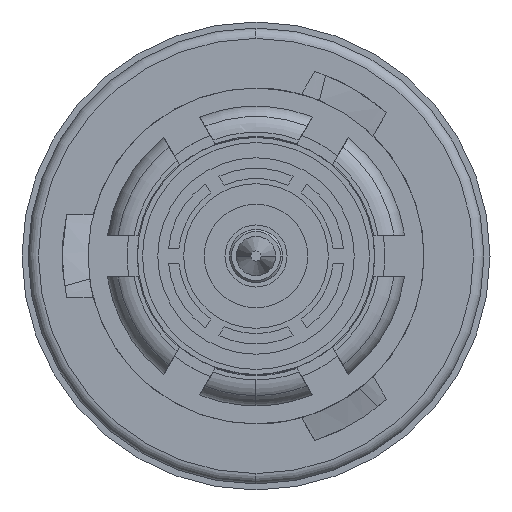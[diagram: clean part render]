
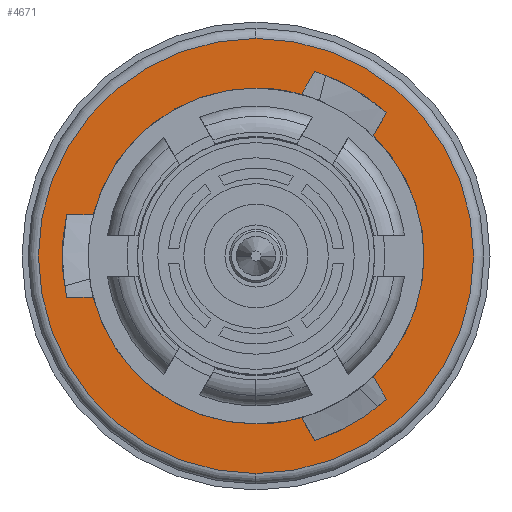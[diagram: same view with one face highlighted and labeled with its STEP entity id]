
A CAD part, left-side view. The second image highlights one B-rep face of the part: STEP entity #4671.
In plain terms, the highlighted face is planar.
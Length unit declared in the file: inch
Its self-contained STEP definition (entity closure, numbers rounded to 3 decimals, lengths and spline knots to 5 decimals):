
#25 = VERTEX_POINT ( 'NONE', #5489 ) ;
#122 = CARTESIAN_POINT ( 'NONE',  ( 0., 0.18317, 0.04007 ) ) ;
#187 = VECTOR ( 'NONE', #2017, 39.37008 ) ;
#407 = FACE_BOUND ( 'NONE', #8599, .T. ) ;
#453 = ORIENTED_EDGE ( 'NONE', *, *, #1836, .F. ) ;
#531 = ORIENTED_EDGE ( 'NONE', *, *, #2747, .F. ) ;
#728 = EDGE_CURVE ( 'NONE', #5259, #4115, #8171, .T. ) ;
#750 = EDGE_CURVE ( 'NONE', #1398, #6653, #9059, .T. ) ;
#768 = CARTESIAN_POINT ( 'NONE',  ( 0., -0.05688, 0.17866 ) ) ;
#840 = ORIENTED_EDGE ( 'NONE', *, *, #3953, .T. ) ;
#897 = DIRECTION ( 'NONE',  ( -1., 0., 0. ) ) ;
#1069 = CARTESIAN_POINT ( 'NONE',  ( 0., -0.04404, 0.15642 ) ) ;
#1103 = LINE ( 'NONE', #3243, #5493 ) ;
#1322 = CARTESIAN_POINT ( 'NONE',  ( 0., 0., 0. ) ) ;
#1398 = VERTEX_POINT ( 'NONE', #3721 ) ;
#1465 = CIRCLE ( 'NONE', #7550, 0.1625 ) ;
#1504 = EDGE_CURVE ( 'NONE', #5805, #4450, #1103, .T. ) ;
#1587 = DIRECTION ( 'NONE',  ( 0., 1., 0. ) ) ;
#1654 = AXIS2_PLACEMENT_3D ( 'NONE', #5475, #2664, #3301 ) ;
#1769 = ORIENTED_EDGE ( 'NONE', *, *, #2389, .T. ) ;
#1825 = ORIENTED_EDGE ( 'NONE', *, *, #7402, .T. ) ;
#1836 = EDGE_CURVE ( 'NONE', #7456, #6653, #9456, .T. ) ;
#1867 = ORIENTED_EDGE ( 'NONE', *, *, #6871, .T. ) ;
#2011 = VERTEX_POINT ( 'NONE', #5011 ) ;
#2017 = DIRECTION ( 'NONE',  ( 0., -0.5, -0.866 ) ) ;
#2028 = DIRECTION ( 'NONE',  ( 0., 0., 1. ) ) ;
#2163 = CARTESIAN_POINT ( 'NONE',  ( 0., 0., 0. ) ) ;
#2236 = AXIS2_PLACEMENT_3D ( 'NONE', #2479, #897, #6222 ) ;
#2389 = EDGE_CURVE ( 'NONE', #7456, #4450, #5385, .T. ) ;
#2479 = CARTESIAN_POINT ( 'NONE',  ( 0., 0., 0. ) ) ;
#2612 = CIRCLE ( 'NONE', #7607, 0.1875 ) ;
#2664 = DIRECTION ( 'NONE',  ( -1., 0., 0. ) ) ;
#2747 = EDGE_CURVE ( 'NONE', #4388, #7039, #9443, .T. ) ;
#2808 = DIRECTION ( 'NONE',  ( -1., 0., 0. ) ) ;
#2905 = ORIENTED_EDGE ( 'NONE', *, *, #728, .F. ) ;
#3073 = AXIS2_PLACEMENT_3D ( 'NONE', #6302, #9358, #6203 ) ;
#3243 = CARTESIAN_POINT ( 'NONE',  ( 0., -0.12629, 0.13859 ) ) ;
#3301 = DIRECTION ( 'NONE',  ( 0., 0., 1. ) ) ;
#3375 = FACE_OUTER_BOUND ( 'NONE', #5844, .T. ) ;
#3565 = LINE ( 'NONE', #6561, #4643 ) ;
#3616 = VECTOR ( 'NONE', #7535, 39.37008 ) ;
#3634 = ORIENTED_EDGE ( 'NONE', *, *, #7636, .F. ) ;
#3721 = CARTESIAN_POINT ( 'NONE',  ( 0., -0.05688, -0.17866 ) ) ;
#3738 = CARTESIAN_POINT ( 'NONE',  ( 0., 0., 0. ) ) ;
#3935 = EDGE_CURVE ( 'NONE', #9132, #7784, #8999, .T. ) ;
#3953 = EDGE_CURVE ( 'NONE', #2011, #7784, #1465, .T. ) ;
#4010 = EDGE_CURVE ( 'NONE', #5805, #4115, #6473, .T. ) ;
#4018 = AXIS2_PLACEMENT_3D ( 'NONE', #9508, #2808, #5131 ) ;
#4052 = CARTESIAN_POINT ( 'NONE',  ( 0., 0.18317, -0.04007 ) ) ;
#4115 = VERTEX_POINT ( 'NONE', #9374 ) ;
#4198 = AXIS2_PLACEMENT_3D ( 'NONE', #9326, #5638, #7853 ) ;
#4290 = VECTOR ( 'NONE', #5311, 39.37008 ) ;
#4310 = DIRECTION ( 'NONE',  ( -1., 0., 0. ) ) ;
#4342 = CARTESIAN_POINT ( 'NONE',  ( 0., 0., 0. ) ) ;
#4388 = VERTEX_POINT ( 'NONE', #4771 ) ;
#4400 = CARTESIAN_POINT ( 'NONE',  ( 0., 0., 0. ) ) ;
#4450 = VERTEX_POINT ( 'NONE', #9547 ) ;
#4471 = DIRECTION ( 'NONE',  ( 0., 0., 1. ) ) ;
#4489 = CIRCLE ( 'NONE', #1654, 0.21045 ) ;
#4643 = VECTOR ( 'NONE', #8771, 39.37008 ) ;
#4671 = ADVANCED_FACE ( 'NONE', ( #407, #3375 ), #6373, .F. ) ;
#4678 = CARTESIAN_POINT ( 'NONE',  ( 0., 0., -0.1625 ) ) ;
#4768 = CIRCLE ( 'NONE', #5396, 0.1625 ) ;
#4771 = CARTESIAN_POINT ( 'NONE',  ( 0., 0., -0.21045 ) ) ;
#4773 = DIRECTION ( 'NONE',  ( 0., 0.5, -0.866 ) ) ;
#4803 = CIRCLE ( 'NONE', #3073, 0.1625 ) ;
#5011 = CARTESIAN_POINT ( 'NONE',  ( 0., 0., 0.1625 ) ) ;
#5094 = EDGE_CURVE ( 'NONE', #25, #6033, #8148, .T. ) ;
#5096 = DIRECTION ( 'NONE',  ( -1., 0., 0. ) ) ;
#5107 = VECTOR ( 'NONE', #1587, 39.37008 ) ;
#5131 = DIRECTION ( 'NONE',  ( 0., 0., 1. ) ) ;
#5138 = CIRCLE ( 'NONE', #4018, 0.1625 ) ;
#5144 = CARTESIAN_POINT ( 'NONE',  ( 0., -0.12629, -0.13859 ) ) ;
#5259 = VERTEX_POINT ( 'NONE', #1069 ) ;
#5311 = DIRECTION ( 'NONE',  ( 0., -1., 0. ) ) ;
#5385 = CIRCLE ( 'NONE', #6023, 0.1625 ) ;
#5396 = AXIS2_PLACEMENT_3D ( 'NONE', #4342, #6636, #7309 ) ;
#5475 = CARTESIAN_POINT ( 'NONE',  ( 0., 0., 0. ) ) ;
#5489 = CARTESIAN_POINT ( 'NONE',  ( 0., 0.15748, -0.04007 ) ) ;
#5493 = VECTOR ( 'NONE', #4773, 39.37008 ) ;
#5638 = DIRECTION ( 'NONE',  ( -1., 0., 0. ) ) ;
#5643 = AXIS2_PLACEMENT_3D ( 'NONE', #3738, #6768, #4471 ) ;
#5649 = ORIENTED_EDGE ( 'NONE', *, *, #6663, .F. ) ;
#5805 = VERTEX_POINT ( 'NONE', #6530 ) ;
#5844 = EDGE_LOOP ( 'NONE', ( #3634, #531 ) ) ;
#5930 = DIRECTION ( 'NONE',  ( 0., 0., 1. ) ) ;
#5940 = ORIENTED_EDGE ( 'NONE', *, *, #1504, .F. ) ;
#6023 = AXIS2_PLACEMENT_3D ( 'NONE', #4400, #5096, #7365 ) ;
#6033 = VERTEX_POINT ( 'NONE', #4052 ) ;
#6124 = ORIENTED_EDGE ( 'NONE', *, *, #9324, .T. ) ;
#6203 = DIRECTION ( 'NONE',  ( 0., 0., 1. ) ) ;
#6222 = DIRECTION ( 'NONE',  ( 0., 0., 1. ) ) ;
#6302 = CARTESIAN_POINT ( 'NONE',  ( 0., 0., 0. ) ) ;
#6307 = ORIENTED_EDGE ( 'NONE', *, *, #750, .T. ) ;
#6373 = PLANE ( 'NONE',  #4198 ) ;
#6473 = CIRCLE ( 'NONE', #2236, 0.1875 ) ;
#6530 = CARTESIAN_POINT ( 'NONE',  ( 0., -0.12629, 0.13859 ) ) ;
#6561 = CARTESIAN_POINT ( 'NONE',  ( 0., -0.05688, -0.17866 ) ) ;
#6636 = DIRECTION ( 'NONE',  ( -1., 0., 0. ) ) ;
#6653 = VERTEX_POINT ( 'NONE', #5144 ) ;
#6663 = EDGE_CURVE ( 'NONE', #1398, #8264, #3565, .T. ) ;
#6756 = ORIENTED_EDGE ( 'NONE', *, *, #3935, .F. ) ;
#6768 = DIRECTION ( 'NONE',  ( -1., 0., 0. ) ) ;
#6871 = EDGE_CURVE ( 'NONE', #7194, #8264, #5138, .T. ) ;
#7018 = CARTESIAN_POINT ( 'NONE',  ( 0., 0.15748, 0.04007 ) ) ;
#7039 = VERTEX_POINT ( 'NONE', #9228 ) ;
#7194 = VERTEX_POINT ( 'NONE', #4678 ) ;
#7206 = CARTESIAN_POINT ( 'NONE',  ( 0., 0., 0. ) ) ;
#7221 = CARTESIAN_POINT ( 'NONE',  ( 0., -0.11345, -0.11635 ) ) ;
#7309 = DIRECTION ( 'NONE',  ( 0., 0., 1. ) ) ;
#7365 = DIRECTION ( 'NONE',  ( 0., 0., 1. ) ) ;
#7402 = EDGE_CURVE ( 'NONE', #9132, #6033, #2612, .T. ) ;
#7456 = VERTEX_POINT ( 'NONE', #7221 ) ;
#7535 = DIRECTION ( 'NONE',  ( 0., -0.5, 0.866 ) ) ;
#7550 = AXIS2_PLACEMENT_3D ( 'NONE', #2163, #8168, #8943 ) ;
#7564 = AXIS2_PLACEMENT_3D ( 'NONE', #7206, #9469, #2028 ) ;
#7607 = AXIS2_PLACEMENT_3D ( 'NONE', #1322, #4310, #5930 ) ;
#7636 = EDGE_CURVE ( 'NONE', #7039, #4388, #4489, .T. ) ;
#7644 = EDGE_CURVE ( 'NONE', #5259, #2011, #4803, .T. ) ;
#7784 = VERTEX_POINT ( 'NONE', #7018 ) ;
#7853 = DIRECTION ( 'NONE',  ( 0., 0., 1. ) ) ;
#8038 = CARTESIAN_POINT ( 'NONE',  ( 0., -0.04404, -0.15642 ) ) ;
#8102 = CARTESIAN_POINT ( 'NONE',  ( 0., 0.18317, -0.04007 ) ) ;
#8148 = LINE ( 'NONE', #8102, #5107 ) ;
#8168 = DIRECTION ( 'NONE',  ( -1., 0., 0. ) ) ;
#8171 = LINE ( 'NONE', #768, #3616 ) ;
#8264 = VERTEX_POINT ( 'NONE', #8038 ) ;
#8599 = EDGE_LOOP ( 'NONE', ( #9286, #2905, #9612, #840, #6756, #1825, #8650, #6124, #1867, #5649, #6307, #453, #1769, #5940 ) ) ;
#8650 = ORIENTED_EDGE ( 'NONE', *, *, #5094, .F. ) ;
#8712 = CARTESIAN_POINT ( 'NONE',  ( 0., -0.12629, -0.13859 ) ) ;
#8771 = DIRECTION ( 'NONE',  ( 0., 0.5, 0.866 ) ) ;
#8943 = DIRECTION ( 'NONE',  ( 0., 0., 1. ) ) ;
#8999 = LINE ( 'NONE', #122, #4290 ) ;
#9059 = CIRCLE ( 'NONE', #5643, 0.1875 ) ;
#9132 = VERTEX_POINT ( 'NONE', #9196 ) ;
#9196 = CARTESIAN_POINT ( 'NONE',  ( 0., 0.18317, 0.04007 ) ) ;
#9228 = CARTESIAN_POINT ( 'NONE',  ( 0., 0., 0.21045 ) ) ;
#9286 = ORIENTED_EDGE ( 'NONE', *, *, #4010, .T. ) ;
#9324 = EDGE_CURVE ( 'NONE', #25, #7194, #4768, .T. ) ;
#9326 = CARTESIAN_POINT ( 'NONE',  ( 0., 0.21045, 0. ) ) ;
#9358 = DIRECTION ( 'NONE',  ( -1., 0., 0. ) ) ;
#9374 = CARTESIAN_POINT ( 'NONE',  ( 0., -0.05688, 0.17866 ) ) ;
#9443 = CIRCLE ( 'NONE', #7564, 0.21045 ) ;
#9456 = LINE ( 'NONE', #8712, #187 ) ;
#9469 = DIRECTION ( 'NONE',  ( -1., 0., 0. ) ) ;
#9508 = CARTESIAN_POINT ( 'NONE',  ( 0., 0., 0. ) ) ;
#9547 = CARTESIAN_POINT ( 'NONE',  ( 0., -0.11345, 0.11635 ) ) ;
#9612 = ORIENTED_EDGE ( 'NONE', *, *, #7644, .T. ) ;
